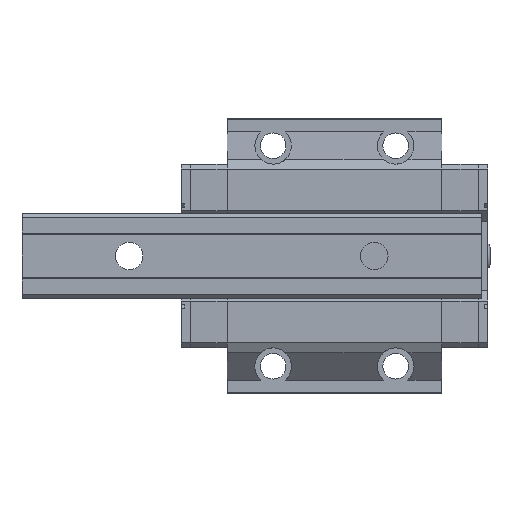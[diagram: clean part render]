
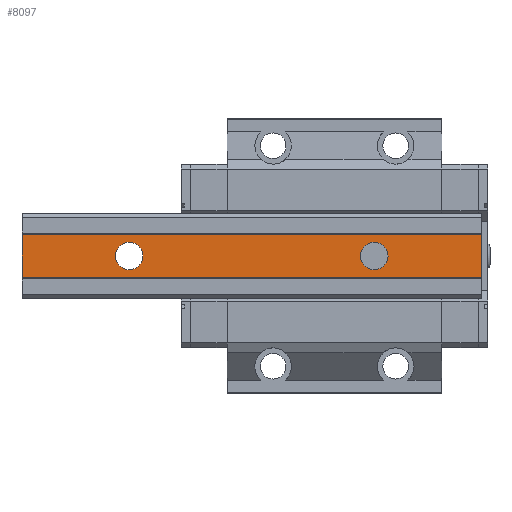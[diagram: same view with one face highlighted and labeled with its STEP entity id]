
A CAD part, front view. The second image highlights one B-rep face of the part: STEP entity #8097.
In plain terms, the highlighted planar face has unit normal (0, -1, 0).
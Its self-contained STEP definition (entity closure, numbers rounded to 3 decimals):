
#150=CIRCLE('',#8637,4.5);
#151=CIRCLE('',#8638,4.5);
#424=ORIENTED_EDGE('',*,*,#2766,.F.);
#425=ORIENTED_EDGE('',*,*,#2767,.F.);
#426=ORIENTED_EDGE('',*,*,#2768,.T.);
#427=ORIENTED_EDGE('',*,*,#2769,.F.);
#428=ORIENTED_EDGE('',*,*,#2770,.F.);
#429=ORIENTED_EDGE('',*,*,#2764,.T.);
#2764=EDGE_CURVE('',#3931,#3930,#4737,.T.);
#2766=EDGE_CURVE('',#3932,#3932,#150,.F.);
#2767=EDGE_CURVE('',#3933,#3933,#151,.F.);
#2768=EDGE_CURVE('',#3930,#3934,#4739,.T.);
#2769=EDGE_CURVE('',#3935,#3934,#4740,.T.);
#2770=EDGE_CURVE('',#3931,#3935,#4741,.T.);
#3930=VERTEX_POINT('',#11595);
#3931=VERTEX_POINT('',#11597);
#3932=VERTEX_POINT('',#11601);
#3933=VERTEX_POINT('',#11603);
#3934=VERTEX_POINT('',#11605);
#3935=VERTEX_POINT('',#11607);
#4737=LINE('',#11596,#5706);
#4739=LINE('',#11604,#5708);
#4740=LINE('',#11606,#5709);
#4741=LINE('',#11608,#5710);
#5706=VECTOR('',#9326,1000.);
#5708=VECTOR('',#9334,1000.);
#5709=VECTOR('',#9335,1000.);
#5710=VECTOR('',#9336,1000.);
#6656=EDGE_LOOP('',(#424));
#6657=EDGE_LOOP('',(#425));
#6658=EDGE_LOOP('',(#426,#427,#428,#429));
#7195=FACE_BOUND('',#6656,.T.);
#7196=FACE_BOUND('',#6657,.T.);
#7197=FACE_BOUND('',#6658,.T.);
#7733=PLANE('',#8636);
#8097=ADVANCED_FACE('',(#7195,#7196,#7197),#7733,.F.);
#8636=AXIS2_PLACEMENT_3D('',#11599,#9328,#9329);
#8637=AXIS2_PLACEMENT_3D('',#11600,#9330,#9331);
#8638=AXIS2_PLACEMENT_3D('',#11602,#9332,#9333);
#9326=DIRECTION('',(-1.,0.,0.));
#9328=DIRECTION('',(0.,1.,0.));
#9329=DIRECTION('',(0.,0.,1.));
#9330=DIRECTION('',(0.,1.,0.));
#9331=DIRECTION('',(0.,0.,1.));
#9332=DIRECTION('',(0.,1.,0.));
#9333=DIRECTION('',(0.,0.,1.));
#9334=DIRECTION('',(0.,0.,-1.));
#9335=DIRECTION('',(-1.,0.,0.));
#9336=DIRECTION('',(0.,0.,-1.));
#11595=CARTESIAN_POINT('',(-75.,0.5,7.));
#11596=CARTESIAN_POINT('',(75.,0.5,7.));
#11597=CARTESIAN_POINT('',(75.,0.5,7.));
#11599=CARTESIAN_POINT('',(75.,0.5,7.));
#11600=CARTESIAN_POINT('',(40.,0.5,0.));
#11601=CARTESIAN_POINT('',(40.,0.5,4.5));
#11602=CARTESIAN_POINT('',(-40.,0.5,0.));
#11603=CARTESIAN_POINT('',(-40.,0.5,4.5));
#11604=CARTESIAN_POINT('',(-75.,0.5,7.));
#11605=CARTESIAN_POINT('',(-75.,0.5,-7.));
#11606=CARTESIAN_POINT('',(75.,0.5,-7.));
#11607=CARTESIAN_POINT('',(75.,0.5,-7.));
#11608=CARTESIAN_POINT('',(75.,0.5,7.));
